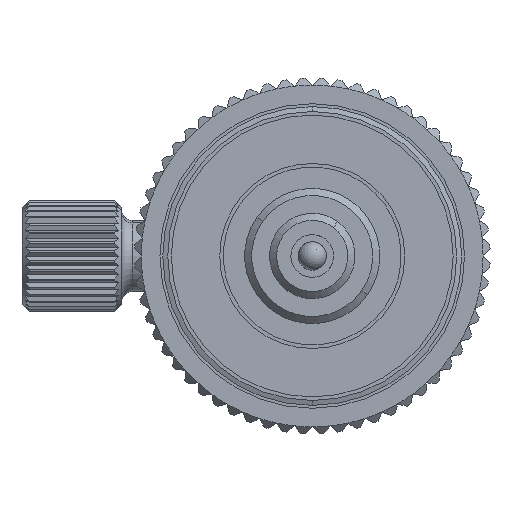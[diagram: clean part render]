
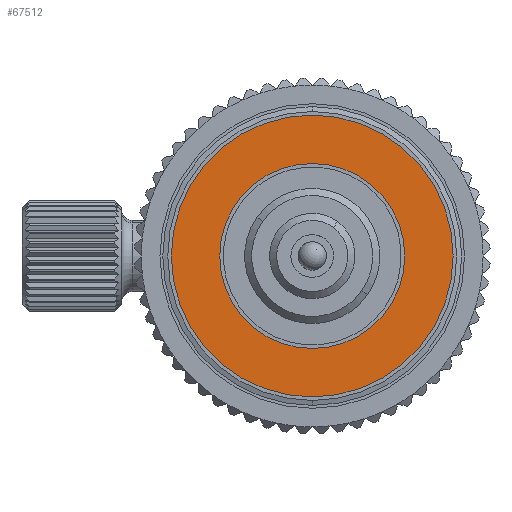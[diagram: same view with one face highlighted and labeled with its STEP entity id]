
A CAD part, left-side view. The second image highlights one B-rep face of the part: STEP entity #67512.
In plain terms, the highlighted planar face has unit normal (-1, 0, 0).
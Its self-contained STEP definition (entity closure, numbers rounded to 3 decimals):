
#67008 = VERTEX_POINT ( 'NONE', #81629 ) ;
#67010 = VERTEX_POINT ( 'NONE', #81609 ) ;
#67037 = VERTEX_POINT ( 'NONE', #81585 ) ;
#67119 = VERTEX_POINT ( 'NONE', #81960 ) ;
#67122 = EDGE_CURVE ( 'NONE', #67037, #67119, #82032, .T. ) ;
#67133 = EDGE_CURVE ( 'NONE', #67010, #67008, #82025, .T. ) ;
#67408 = ORIENTED_EDGE ( 'NONE', *, *, #67535, .F. ) ;
#67418 = ORIENTED_EDGE ( 'NONE', *, *, #67122, .F. ) ;
#67439 = EDGE_CURVE ( 'NONE', #67008, #67010, #83211, .T. ) ;
#67512 = ADVANCED_FACE ( 'NONE', ( #83328, #83325 ), #83324, .F. ) ;
#67521 = EDGE_LOOP ( 'NONE', ( #67408, #67418 ) ) ;
#67530 = ORIENTED_EDGE ( 'NONE', *, *, #67133, .F. ) ;
#67535 = EDGE_CURVE ( 'NONE', #67119, #67037, #83444, .T. ) ;
#67545 = EDGE_LOOP ( 'NONE', ( #67551, #67530 ) ) ;
#67551 = ORIENTED_EDGE ( 'NONE', *, *, #67439, .F. ) ;
#81585 = CARTESIAN_POINT ( 'NONE',  ( -34.065, -10.125, -6.5 ) ) ;
#81609 = CARTESIAN_POINT ( 'NONE',  ( -34.065, -10.125, -9.9 ) ) ;
#81629 = CARTESIAN_POINT ( 'NONE',  ( -34.065, -10.125, 9.9 ) ) ;
#81955 = AXIS2_PLACEMENT_3D ( 'NONE', #82056, #82004, #82002 ) ;
#81960 = CARTESIAN_POINT ( 'NONE',  ( -34.065, -10.125, 6.5 ) ) ;
#82002 = DIRECTION ( 'NONE',  ( 0., 0., 1. ) ) ;
#82004 = DIRECTION ( 'NONE',  ( -1., 0., 0. ) ) ;
#82025 = CIRCLE ( 'NONE', #82038, 9.9 ) ;
#82032 = CIRCLE ( 'NONE', #81955, 6.5 ) ;
#82038 = AXIS2_PLACEMENT_3D ( 'NONE', #82138, #82135, #82133 ) ;
#82056 = CARTESIAN_POINT ( 'NONE',  ( -34.065, -10.125, 0. ) ) ;
#82133 = DIRECTION ( 'NONE',  ( 0., 0., -1. ) ) ;
#82135 = DIRECTION ( 'NONE',  ( 1., 0., 0. ) ) ;
#82138 = CARTESIAN_POINT ( 'NONE',  ( -34.065, -10.125, 0. ) ) ;
#83161 = AXIS2_PLACEMENT_3D ( 'NONE', #83217, #83299, #83297 ) ;
#83211 = CIRCLE ( 'NONE', #83161, 9.9 ) ;
#83217 = CARTESIAN_POINT ( 'NONE',  ( -34.065, -10.125, 0. ) ) ;
#83253 = AXIS2_PLACEMENT_3D ( 'NONE', #83370, #83369, #83367 ) ;
#83297 = DIRECTION ( 'NONE',  ( 0., 0., -1. ) ) ;
#83299 = DIRECTION ( 'NONE',  ( 1., 0., 0. ) ) ;
#83324 = PLANE ( 'NONE',  #83253 ) ;
#83325 = FACE_OUTER_BOUND ( 'NONE', #67545, .T. ) ;
#83328 = FACE_BOUND ( 'NONE', #67521, .T. ) ;
#83367 = DIRECTION ( 'NONE',  ( 0., 0., -1. ) ) ;
#83369 = DIRECTION ( 'NONE',  ( 1., 0., 0. ) ) ;
#83370 = CARTESIAN_POINT ( 'NONE',  ( -34.065, -10.125, 0. ) ) ;
#83418 = DIRECTION ( 'NONE',  ( 0., 0., 1. ) ) ;
#83420 = DIRECTION ( 'NONE',  ( -1., 0., 0. ) ) ;
#83421 = AXIS2_PLACEMENT_3D ( 'NONE', #83433, #83420, #83418 ) ;
#83433 = CARTESIAN_POINT ( 'NONE',  ( -34.065, -10.125, 0. ) ) ;
#83444 = CIRCLE ( 'NONE', #83421, 6.5 ) ;
